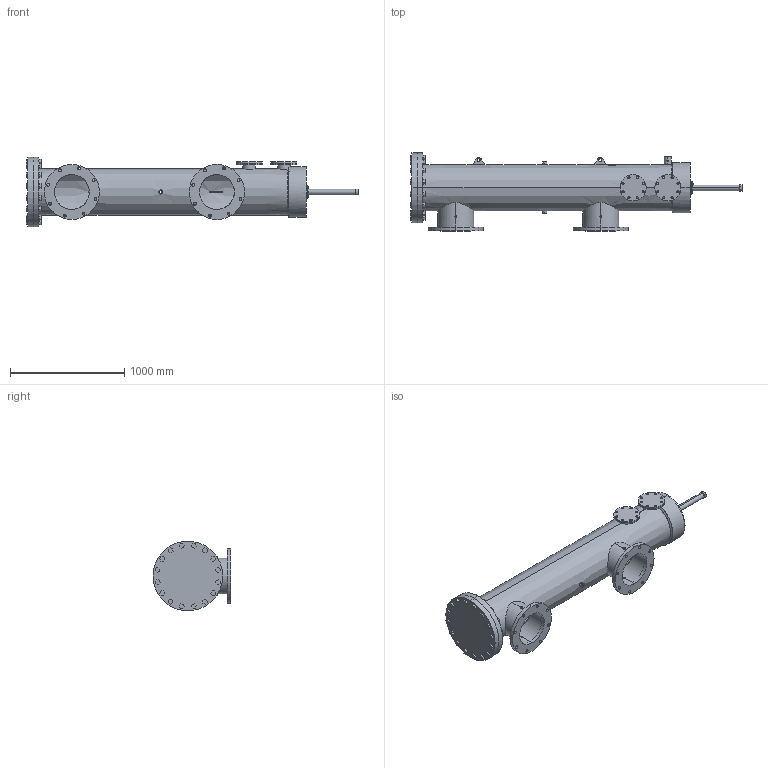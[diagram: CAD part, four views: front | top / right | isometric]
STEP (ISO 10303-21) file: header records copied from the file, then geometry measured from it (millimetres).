
FILE_DESCRIPTION (( 'STEP AP203' ), '1' );
FILE_NAME ('E12-FRP-180.STEP', '2020-09-17T14:06:59', ( '' ), ( '' ), 'SwSTEP 2.0', 'SolidWorks 2018', '' );
FILE_SCHEMA (( 'CONFIG_CONTROL_DESIGN' ));
Length unit declared in the file: inch
Products named in the file (1): E12-FRP-180
Bounding box: 2907.23 x 682.75 x 609.6 mm (x, y, z)
Volume: 48326620 mm3; surface area: 9310152.3 mm2
Topology: 22 solids, 22 shells, 742 faces, 1862 edges, 1240 vertices
Faces by surface type: plane 380, cylinder 354, cone 8
Entity records: 25708 total; most frequent: CARTESIAN_POINT 6972, DIRECTION 3900, ORIENTED_EDGE 3724, EDGE_CURVE 1862, AXIS2_PLACEMENT_3D 1405, VERTEX_POINT 1240, VECTOR 1090, LINE 1090
